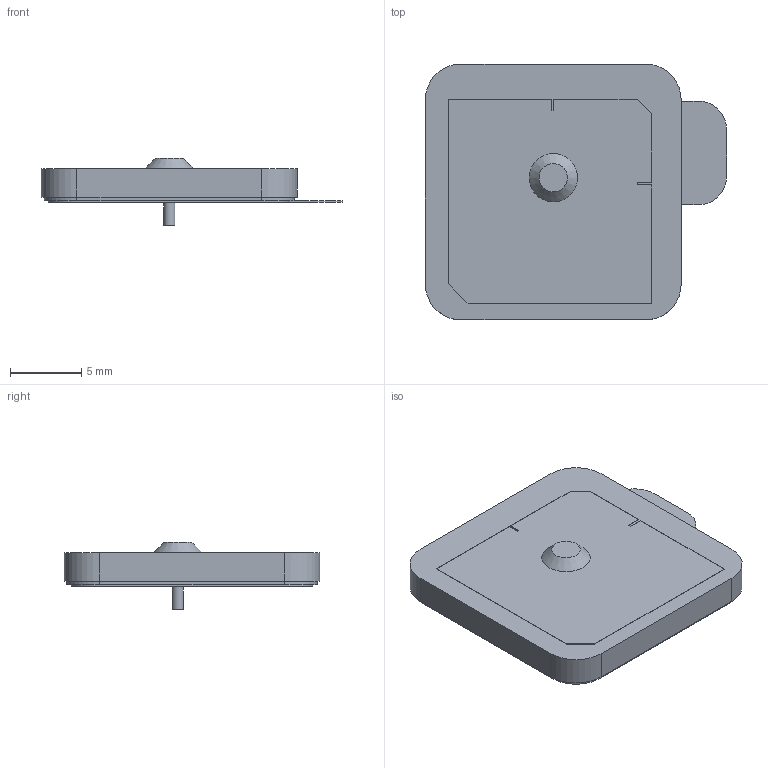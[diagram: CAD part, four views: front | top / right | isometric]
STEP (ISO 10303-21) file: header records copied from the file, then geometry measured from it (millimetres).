
FILE_DESCRIPTION(('FreeCAD Model'),'2;1');
FILE_NAME( '2088900001.stp', '2021-01-04T19:46:58',('Author'),(''), 'Open CASCADE STEP processor 7.3','FreeCAD','Unknown');
FILE_SCHEMA(('AUTOMOTIVE_DESIGN { 1 0 10303 214 1 1 1 1 }'));
Length unit declared in the file: millimetre
Products named in the file (1): 1
Bounding box: 21.2 x 18 x 4.72 mm (x, y, z)
Volume: 752.2 mm3; surface area: 857.1 mm2
Topology: 1 solids, 1 shells, 58 faces, 149 edges, 99 vertices
Faces by surface type: plane 40, cylinder 17, cone 1
Full cylindrical faces by diameter (mm): 0.8 x1, 1.5 x1, 4 x1
Entity records: 4159 total; most frequent: CARTESIAN_POINT 699, DIRECTION 583, LINE 369, VECTOR 369, ORIENTED_EDGE 298, PCURVE 298, DEFINITIONAL_REPRESENTATION 298, EDGE_CURVE 149
